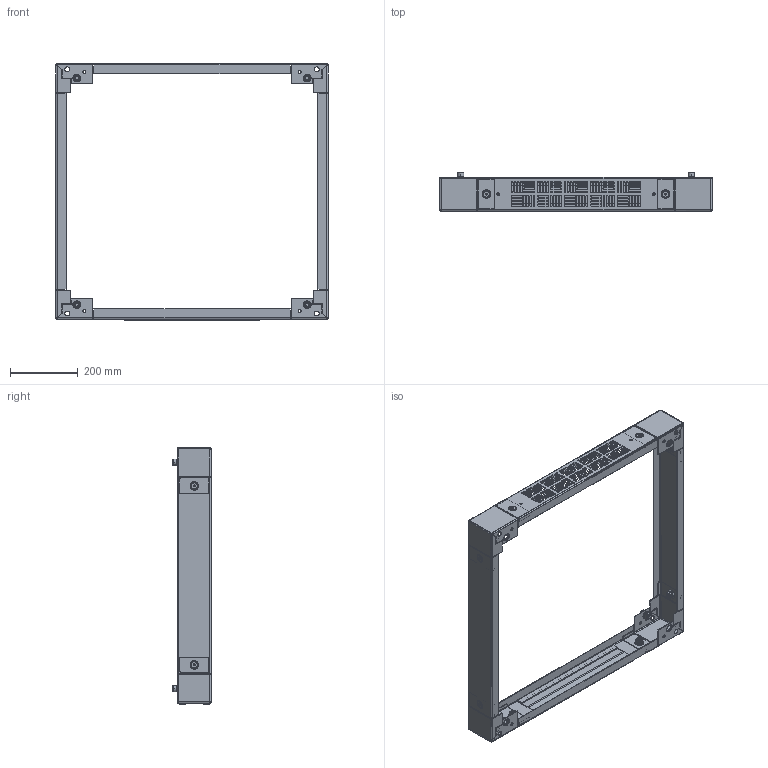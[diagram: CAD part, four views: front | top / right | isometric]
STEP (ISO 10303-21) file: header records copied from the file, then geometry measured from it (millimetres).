
FILE_DESCRIPTION (( 'STEP AP203' ), '1' );
FILE_NAME ('R1ZEIT881.STEP', '2014-04-04T09:28:26', ( 'admin' ), ( '' ), 'SwSTEP 2.0', 'SolidWorks 2013', '' );
FILE_SCHEMA (( 'CONFIG_CONTROL_DESIGN' ));
Length unit declared in the file: millimetre
Products named in the file (12): QB08T079; QB08C081_QB08C081; A3400003; A3400005; QB08C043; A0200005_A0200005; QB08C008_QB08C008; A5100367_Larghezza 400; A0300020; R1ZEIT881; QB08C079_sch-736; A5100043_A5100043
Assembly tree (37 placements, depth 3):
  R1ZEIT881
    QB08C043  x4
    QB08C008_QB08C008  x2
    A0300020  x8
    QB08T079
      QB08C079_sch-736
      A5100043_A5100043  x2
    QB08C081_QB08C081
    A3400003  x8
    A3400005  x4
    A0200005_A0200005  x4
    A5100367_Larghezza 400  x2
Bounding box: 803.17 x 113.5 x 756.94 mm (x, y, z)
Volume: 1229343.2 mm3; surface area: 1180647.5 mm2
Topology: 40 solids, 40 shells, 3380 faces, 8836 edges, 5564 vertices
Faces by surface type: plane 1780, cylinder 1132, cone 348, torus 104, bspline 16
Entity records: 36874 total; most frequent: CARTESIAN_POINT 6665, DIRECTION 6050, ORIENTED_EDGE 5780, EDGE_CURVE 2890, AXIS2_PLACEMENT_3D 2110, VERTEX_POINT 1839, LINE 1830, VECTOR 1830
